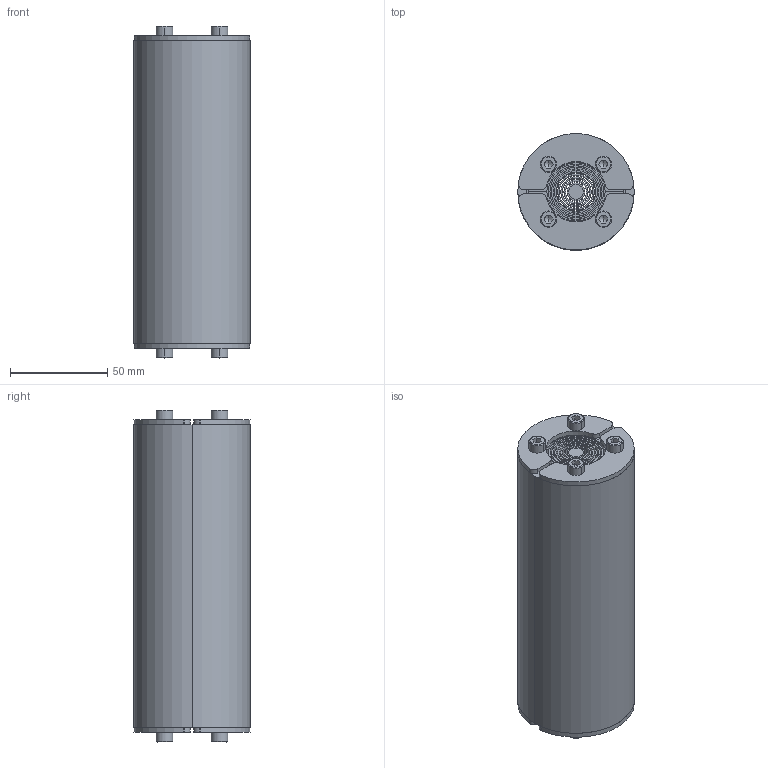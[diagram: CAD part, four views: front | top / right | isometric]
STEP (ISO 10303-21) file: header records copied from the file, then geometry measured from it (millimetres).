
FILE_DESCRIPTION((''),'2;1');
FILE_NAME('PPS CRS 50.stp','2005-03-23T14:48:36',(''),(''),'Mechanical Desktop 2005','Mechanical Desktop 2005',', , ');
FILE_SCHEMA(('CONFIG_CONTROL_DESIGN'));
Length unit declared in the file: millimetre
Products named in the file (14): DRAWING20; PART3; PART4; RS50; MOD; ~HALF; ~FRONT; ~~PART1; ~REAR; CYLINDER HEAD CAP SCREW - DIN 912 - M5 X 45; ~CORE; RS50A; A4-LLOGO; RS43
Assembly tree (16 placements, depth 5):
  DRAWING20
    PART3
    PART4
    RS50  x2
      MOD
        ~HALF  x2
          ~FRONT
          ~~PART1
          ~REAR
          CYLINDER HEAD CAP SCREW - DIN 912 - M5 X 45
        ~CORE
    RS50A
      A4-LLOGO
    RS43
Bounding box: 60 x 60 x 171 mm (x, y, z)
Volume: 297579.1 mm3; surface area: 181969.7 mm2
Topology: 52 solids, 52 shells, 548 faces, 1260 edges, 828 vertices
Faces by surface type: plane 248, cylinder 236, cone 48, bspline 16
Entity records: 3897 total; most frequent: CARTESIAN_POINT 710, DIRECTION 678, ORIENTED_EDGE 554, EDGE_CURVE 277, AXIS2_PLACEMENT_3D 270, VERTEX_POINT 184, EDGE_LOOP 143, VECTOR 138
